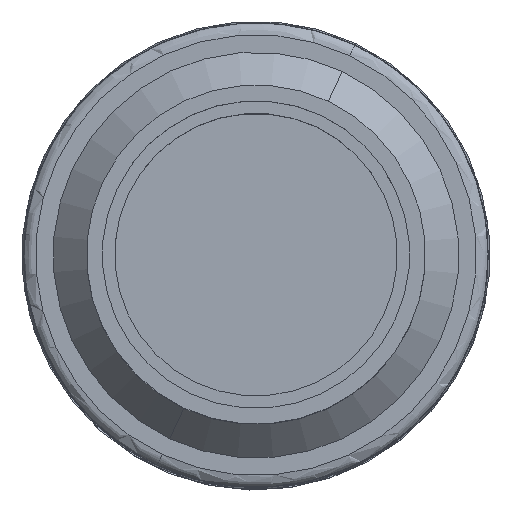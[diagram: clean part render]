
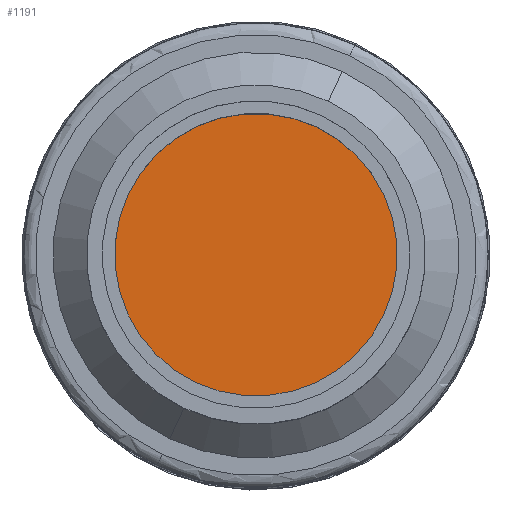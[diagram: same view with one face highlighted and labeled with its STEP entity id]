
A CAD part, top view. The second image highlights one B-rep face of the part: STEP entity #1191.
In plain terms, the highlighted planar face has unit normal (0, 0, 1).
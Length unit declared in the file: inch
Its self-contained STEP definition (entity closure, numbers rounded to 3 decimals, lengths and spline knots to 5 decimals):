
#155 = VERTEX_POINT ( 'NONE', #209 ) ;
#209 = CARTESIAN_POINT ( 'NONE',  ( 0.5137, 0., 1.3 ) ) ;
#211 = VERTEX_POINT ( 'NONE', #297 ) ;
#213 = VERTEX_POINT ( 'NONE', #299 ) ;
#230 = VERTEX_POINT ( 'NONE', #356 ) ;
#297 = CARTESIAN_POINT ( 'NONE',  ( 0.21846, 0.46469, 1.3 ) ) ;
#299 = CARTESIAN_POINT ( 'NONE',  ( -0.21846, -0.46469, 1.3 ) ) ;
#356 = CARTESIAN_POINT ( 'NONE',  ( -0.5137, 0., 1.3 ) ) ;
#392 = CARTESIAN_POINT ( 'NONE',  ( 0., 0., 1.3 ) ) ;
#393 = DIRECTION ( 'NONE',  ( 0., 0., -1. ) ) ;
#394 = DIRECTION ( 'NONE',  ( 1., 0., 0. ) ) ;
#397 = CARTESIAN_POINT ( 'NONE',  ( 0., 0., 1.3 ) ) ;
#398 = DIRECTION ( 'NONE',  ( 0., 0., -1. ) ) ;
#399 = DIRECTION ( 'NONE',  ( -1., 0., 0. ) ) ;
#624 = ORIENTED_EDGE ( 'NONE', *, *, #1224, .F. ) ;
#630 = ORIENTED_EDGE ( 'NONE', *, *, #1080, .F. ) ;
#635 = ORIENTED_EDGE ( 'NONE', *, *, #1079, .T. ) ;
#649 = ORIENTED_EDGE ( 'NONE', *, *, #1172, .T. ) ;
#687 = EDGE_LOOP ( 'NONE', ( #630, #624 ) ) ;
#766 = EDGE_LOOP ( 'NONE', ( #649, #635 ) ) ;
#1079 = EDGE_CURVE ( 'NONE', #213, #211, #1815, .T. ) ;
#1080 = EDGE_CURVE ( 'NONE', #230, #155, #1816, .T. ) ;
#1172 = EDGE_CURVE ( 'NONE', #211, #213, #1543, .T. ) ;
#1191 = ADVANCED_FACE ( 'NONE', ( #1954, #1955 ), #1959, .T. ) ;
#1224 = EDGE_CURVE ( 'NONE', #155, #230, #1642, .T. ) ;
#1460 = CARTESIAN_POINT ( 'NONE',  ( 0., 0., 1.3 ) ) ;
#1461 = DIRECTION ( 'NONE',  ( 0., 0., -1. ) ) ;
#1462 = DIRECTION ( 'NONE',  ( -1., 0., 0. ) ) ;
#1540 = AXIS2_PLACEMENT_3D ( 'NONE', #1890, #1891, #1892 ) ;
#1543 = CIRCLE ( 'NONE', #1540, 0.51348 ) ;
#1642 = CIRCLE ( 'NONE', #1732, 0.5137 ) ;
#1693 = AXIS2_PLACEMENT_3D ( 'NONE', #1953, #1960, #1961 ) ;
#1732 = AXIS2_PLACEMENT_3D ( 'NONE', #1460, #1461, #1462 ) ;
#1788 = AXIS2_PLACEMENT_3D ( 'NONE', #392, #393, #394 ) ;
#1815 = CIRCLE ( 'NONE', #1788, 0.51348 ) ;
#1816 = CIRCLE ( 'NONE', #1844, 0.5137 ) ;
#1844 = AXIS2_PLACEMENT_3D ( 'NONE', #397, #398, #399 ) ;
#1890 = CARTESIAN_POINT ( 'NONE',  ( 0., 0., 1.3 ) ) ;
#1891 = DIRECTION ( 'NONE',  ( 0., 0., -1. ) ) ;
#1892 = DIRECTION ( 'NONE',  ( 1., 0., 0. ) ) ;
#1953 = CARTESIAN_POINT ( 'NONE',  ( 0., 0., 1.3 ) ) ;
#1954 = FACE_BOUND ( 'NONE', #766, .T. ) ;
#1955 = FACE_OUTER_BOUND ( 'NONE', #687, .T. ) ;
#1959 = PLANE ( 'NONE',  #1693 ) ;
#1960 = DIRECTION ( 'NONE',  ( 0., 0., 1. ) ) ;
#1961 = DIRECTION ( 'NONE',  ( 1., 0., 0. ) ) ;
